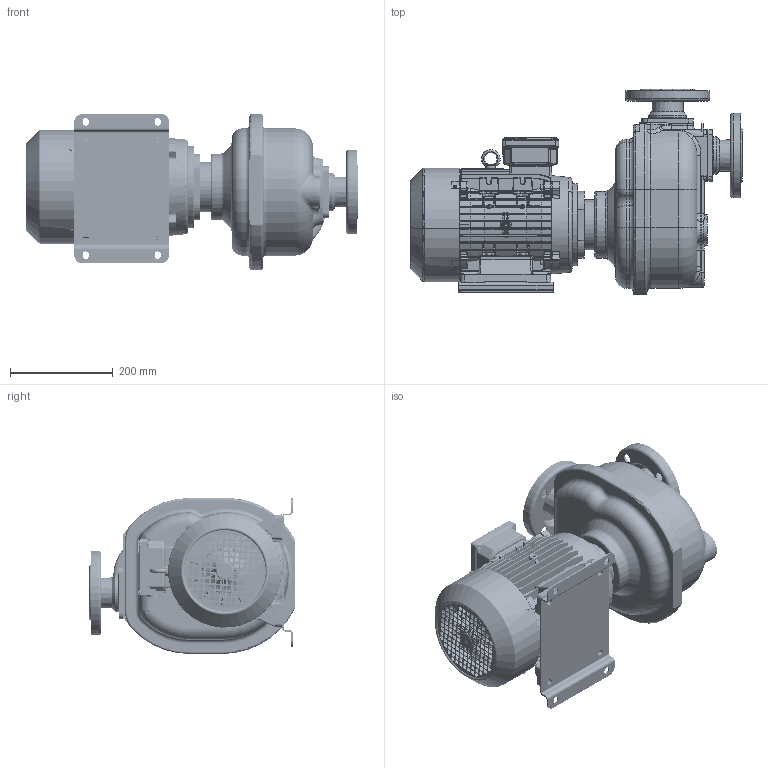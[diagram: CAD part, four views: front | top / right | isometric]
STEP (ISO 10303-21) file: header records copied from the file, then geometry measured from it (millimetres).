
FILE_DESCRIPTION((''),'2;1');
FILE_NAME('S_61_K_T52_F','2022-10-06T16:58:55',('Nicola'),(''),'CREO PARAMETRIC BY PTC INC, 2020354','CREO PARAMETRIC BY PTC INC, 2020354','');
FILE_SCHEMA(('CONFIG_CONTROL_DESIGN'));
Products named in the file (1): S_61_K_T52_F
Bounding box: 646.99 x 400 x 304 mm (x, y, z)
Volume: 21987900 mm3; surface area: 1429015.6 mm2
Topology: 2 solids, 3 shells, 6404 faces, 18636 edges, 12185 vertices
Faces by surface type: plane 2426, cylinder 2014, bspline 773, cone 583, torus 297, sphere 159, extrusion 152
Entity records: 286189 total; most frequent: CARTESIAN_POINT 124457, ORIENTED_EDGE 36874, DIRECTION 29912, EDGE_CURVE 18437, VERTEX_POINT 12185, AXIS2_PLACEMENT_3D 10863, VECTOR 8186, LINE 8034
